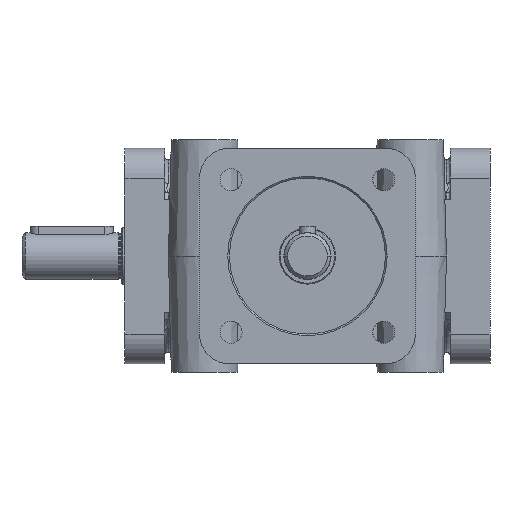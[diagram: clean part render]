
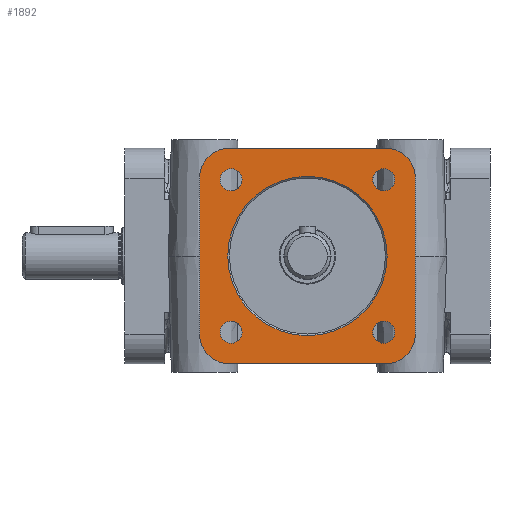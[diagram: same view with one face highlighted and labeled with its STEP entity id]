
A CAD part, front view. The second image highlights one B-rep face of the part: STEP entity #1892.
In plain terms, the highlighted planar face has unit normal (0, -1, 0).
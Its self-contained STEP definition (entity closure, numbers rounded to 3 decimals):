
#1892=ADVANCED_FACE('',(#4064,#4065,#4066,#4067,#4068,#4069),#4070,.F.);
#4064=FACE_OUTER_BOUND('',#16488,.T.);
#4065=FACE_BOUND('',#16489,.T.);
#4066=FACE_BOUND('',#16490,.T.);
#4067=FACE_BOUND('',#16491,.T.);
#4068=FACE_BOUND('',#16492,.T.);
#4069=FACE_BOUND('',#16493,.T.);
#4070=PLANE('',#16494);
#16488=EDGE_LOOP('',(#25577,#25578,#25579,#25580,#25581,#25582,#25583,#25584));
#16489=EDGE_LOOP('',(#25585,#25586));
#16490=EDGE_LOOP('',(#25587,#25588,#25589));
#16491=EDGE_LOOP('',(#25590,#25591,#25592));
#16492=EDGE_LOOP('',(#25593,#25594,#25595));
#16493=EDGE_LOOP('',(#25596,#25597,#25598));
#16494=AXIS2_PLACEMENT_3D('',#25599,#25600,#25601);
#25577=ORIENTED_EDGE('',*,*,#29881,.T.);
#25578=ORIENTED_EDGE('',*,*,#29878,.T.);
#25579=ORIENTED_EDGE('',*,*,#29875,.T.);
#25580=ORIENTED_EDGE('',*,*,#29872,.T.);
#25581=ORIENTED_EDGE('',*,*,#29869,.T.);
#25582=ORIENTED_EDGE('',*,*,#29866,.T.);
#25583=ORIENTED_EDGE('',*,*,#29863,.T.);
#25584=ORIENTED_EDGE('',*,*,#29859,.T.);
#25585=ORIENTED_EDGE('',*,*,#28027,.T.);
#25586=ORIENTED_EDGE('',*,*,#29509,.T.);
#25587=ORIENTED_EDGE('',*,*,#29291,.F.);
#25588=ORIENTED_EDGE('',*,*,#29290,.F.);
#25589=ORIENTED_EDGE('',*,*,#28118,.F.);
#25590=ORIENTED_EDGE('',*,*,#29287,.F.);
#25591=ORIENTED_EDGE('',*,*,#29286,.F.);
#25592=ORIENTED_EDGE('',*,*,#28125,.F.);
#25593=ORIENTED_EDGE('',*,*,#29892,.F.);
#25594=ORIENTED_EDGE('',*,*,#29893,.F.);
#25595=ORIENTED_EDGE('',*,*,#27596,.F.);
#25596=ORIENTED_EDGE('',*,*,#29894,.F.);
#25597=ORIENTED_EDGE('',*,*,#29895,.F.);
#25598=ORIENTED_EDGE('',*,*,#27601,.F.);
#25599=CARTESIAN_POINT('',(0.0,-90.0,0.0));
#25600=DIRECTION('',(0.0,1.0,0.0));
#25601=DIRECTION('',(1.0,0.0,-0.0));
#27596=EDGE_CURVE('',#30560,#30556,#30562,.T.);
#27601=EDGE_CURVE('',#30569,#30565,#30571,.T.);
#28027=EDGE_CURVE('',#31305,#31303,#31306,.T.);
#28118=EDGE_CURVE('',#31457,#31450,#31459,.T.);
#28125=EDGE_CURVE('',#31469,#31462,#31471,.T.);
#29286=EDGE_CURVE('',#31462,#33291,#33292,.T.);
#29287=EDGE_CURVE('',#33291,#31469,#33293,.T.);
#29290=EDGE_CURVE('',#31450,#33296,#33297,.T.);
#29291=EDGE_CURVE('',#33296,#31457,#33298,.T.);
#29509=EDGE_CURVE('',#31303,#31305,#33563,.T.);
#29859=EDGE_CURVE('',#34002,#34003,#34004,.T.);
#29863=EDGE_CURVE('',#34008,#34002,#34009,.T.);
#29866=EDGE_CURVE('',#34012,#34008,#34013,.T.);
#29869=EDGE_CURVE('',#34016,#34012,#34017,.T.);
#29872=EDGE_CURVE('',#34020,#34016,#34021,.T.);
#29875=EDGE_CURVE('',#34024,#34020,#34025,.T.);
#29878=EDGE_CURVE('',#34028,#34024,#34029,.T.);
#29881=EDGE_CURVE('',#34003,#34028,#34032,.T.);
#29892=EDGE_CURVE('',#34047,#30560,#34048,.T.);
#29893=EDGE_CURVE('',#30556,#34047,#34049,.T.);
#29894=EDGE_CURVE('',#34050,#30569,#34051,.T.);
#29895=EDGE_CURVE('',#30565,#34050,#34052,.T.);
#30556=VERTEX_POINT('',#35932);
#30560=VERTEX_POINT('',#35937);
#30562=CIRCLE('',#35940,3.324);
#30565=VERTEX_POINT('',#35943);
#30569=VERTEX_POINT('',#35948);
#30571=CIRCLE('',#35951,3.324);
#31303=VERTEX_POINT('',#38438);
#31305=VERTEX_POINT('',#38441);
#31306=CIRCLE('',#38442,24.0);
#31450=VERTEX_POINT('',#38907);
#31457=VERTEX_POINT('',#38915);
#31459=CIRCLE('',#38918,3.324);
#31462=VERTEX_POINT('',#38921);
#31469=VERTEX_POINT('',#38929);
#31471=CIRCLE('',#38932,3.324);
#33291=VERTEX_POINT('',#46377);
#33292=CIRCLE('',#46378,3.324);
#33293=CIRCLE('',#46379,3.324);
#33296=VERTEX_POINT('',#46382);
#33297=CIRCLE('',#46383,3.324);
#33298=CIRCLE('',#46384,3.324);
#33563=CIRCLE('',#47291,24.0);
#34002=VERTEX_POINT('',#48090);
#34003=VERTEX_POINT('',#48091);
#34004=LINE('',#48092,#48093);
#34008=VERTEX_POINT('',#48099);
#34009=CIRCLE('',#48100,9.0);
#34012=VERTEX_POINT('',#48104);
#34013=LINE('',#48105,#48106);
#34016=VERTEX_POINT('',#48110);
#34017=CIRCLE('',#48111,9.0);
#34020=VERTEX_POINT('',#48115);
#34021=LINE('',#48116,#48117);
#34024=VERTEX_POINT('',#48121);
#34025=CIRCLE('',#48122,9.0);
#34028=VERTEX_POINT('',#48126);
#34029=LINE('',#48127,#48128);
#34032=CIRCLE('',#48132,9.0);
#34047=VERTEX_POINT('',#48147);
#34048=CIRCLE('',#48148,3.324);
#34049=CIRCLE('',#48149,3.324);
#34050=VERTEX_POINT('',#48150);
#34051=CIRCLE('',#48151,3.324);
#34052=CIRCLE('',#48152,3.324);
#35932=CARTESIAN_POINT('',(-23.0,-90.0,-26.324));
#35937=CARTESIAN_POINT('',(-23.0,-90.0,-19.677));
#35940=AXIS2_PLACEMENT_3D('',#50491,#50492,#50493);
#35943=CARTESIAN_POINT('',(-23.0,-90.0,19.677));
#35948=CARTESIAN_POINT('',(-23.0,-90.0,26.324));
#35951=AXIS2_PLACEMENT_3D('',#50499,#50500,#50501);
#38438=CARTESIAN_POINT('',(0.,-90.0,-24.0));
#38441=CARTESIAN_POINT('',(0.,-90.0,24.0));
#38442=AXIS2_PLACEMENT_3D('',#51023,#51024,#51025);
#38907=CARTESIAN_POINT('',(23.0,-90.0,19.677));
#38915=CARTESIAN_POINT('',(23.0,-90.0,26.324));
#38918=AXIS2_PLACEMENT_3D('',#51149,#51150,#51151);
#38921=CARTESIAN_POINT('',(23.0,-90.0,-26.324));
#38929=CARTESIAN_POINT('',(23.0,-90.0,-19.677));
#38932=AXIS2_PLACEMENT_3D('',#51163,#51164,#51165);
#46377=CARTESIAN_POINT('',(26.324,-90.0,-23.0));
#46378=AXIS2_PLACEMENT_3D('',#51346,#51347,#51348);
#46379=AXIS2_PLACEMENT_3D('',#51349,#51350,#51351);
#46382=CARTESIAN_POINT('',(26.324,-90.0,23.0));
#46383=AXIS2_PLACEMENT_3D('',#51355,#51356,#51357);
#46384=AXIS2_PLACEMENT_3D('',#51358,#51359,#51360);
#47291=AXIS2_PLACEMENT_3D('',#51573,#51574,#51575);
#48090=CARTESIAN_POINT('',(-32.5,-90.0,23.5));
#48091=CARTESIAN_POINT('',(-32.5,-90.0,-23.5));
#48092=CARTESIAN_POINT('',(-32.5,-90.0,23.5));
#48093=VECTOR('',#51982,1000.0);
#48099=CARTESIAN_POINT('',(-23.5,-90.0,32.5));
#48100=AXIS2_PLACEMENT_3D('',#51985,#51986,#51987);
#48104=CARTESIAN_POINT('',(23.5,-90.0,32.5));
#48105=CARTESIAN_POINT('',(23.5,-90.0,32.5));
#48106=VECTOR('',#51989,1000.0);
#48110=CARTESIAN_POINT('',(32.5,-90.0,23.5));
#48111=AXIS2_PLACEMENT_3D('',#51991,#51992,#51993);
#48115=CARTESIAN_POINT('',(32.5,-90.0,-23.5));
#48116=CARTESIAN_POINT('',(32.5,-90.0,-23.5));
#48117=VECTOR('',#51995,1000.0);
#48121=CARTESIAN_POINT('',(23.5,-90.0,-32.5));
#48122=AXIS2_PLACEMENT_3D('',#51997,#51998,#51999);
#48126=CARTESIAN_POINT('',(-23.5,-90.0,-32.5));
#48127=CARTESIAN_POINT('',(-23.5,-90.0,-32.5));
#48128=VECTOR('',#52001,1000.0);
#48132=AXIS2_PLACEMENT_3D('',#52003,#52004,#52005);
#48147=CARTESIAN_POINT('',(-19.677,-90.0,-23.0));
#48148=AXIS2_PLACEMENT_3D('',#52030,#52031,#52032);
#48149=AXIS2_PLACEMENT_3D('',#52033,#52034,#52035);
#48150=CARTESIAN_POINT('',(-19.677,-90.0,23.0));
#48151=AXIS2_PLACEMENT_3D('',#52036,#52037,#52038);
#48152=AXIS2_PLACEMENT_3D('',#52039,#52040,#52041);
#50491=CARTESIAN_POINT('',(-23.0,-90.0,-23.0));
#50492=DIRECTION('',(0.0,-1.0,0.0));
#50493=DIRECTION('',(1.0,0.0,0.0));
#50499=CARTESIAN_POINT('',(-23.0,-90.0,23.0));
#50500=DIRECTION('',(0.0,-1.0,0.0));
#50501=DIRECTION('',(1.0,0.0,0.0));
#51023=CARTESIAN_POINT('',(0.,-90.0,0.0));
#51024=DIRECTION('',(0.0,1.0,0.0));
#51025=DIRECTION('',(0.0,0.0,1.0));
#51149=CARTESIAN_POINT('',(23.0,-90.0,23.0));
#51150=DIRECTION('',(0.0,-1.0,0.0));
#51151=DIRECTION('',(1.0,0.0,0.0));
#51163=CARTESIAN_POINT('',(23.0,-90.0,-23.0));
#51164=DIRECTION('',(0.0,-1.0,0.0));
#51165=DIRECTION('',(1.0,0.0,0.0));
#51346=CARTESIAN_POINT('',(23.0,-90.0,-23.0));
#51347=DIRECTION('',(0.0,-1.0,0.0));
#51348=DIRECTION('',(1.0,0.0,0.0));
#51349=CARTESIAN_POINT('',(23.0,-90.0,-23.0));
#51350=DIRECTION('',(0.0,-1.0,0.0));
#51351=DIRECTION('',(1.0,0.0,0.0));
#51355=CARTESIAN_POINT('',(23.0,-90.0,23.0));
#51356=DIRECTION('',(0.0,-1.0,0.0));
#51357=DIRECTION('',(1.0,0.0,0.0));
#51358=CARTESIAN_POINT('',(23.0,-90.0,23.0));
#51359=DIRECTION('',(0.0,-1.0,0.0));
#51360=DIRECTION('',(1.0,0.0,0.0));
#51573=CARTESIAN_POINT('',(0.,-90.0,0.0));
#51574=DIRECTION('',(0.0,1.0,0.0));
#51575=DIRECTION('',(0.0,0.0,1.0));
#51982=DIRECTION('',(0.0,0.0,-1.0));
#51985=CARTESIAN_POINT('',(-23.5,-90.0,23.5));
#51986=DIRECTION('',(0.0,-1.0,0.0));
#51987=DIRECTION('',(1.0,0.0,0.0));
#51989=DIRECTION('',(-1.0,0.0,0.0));
#51991=CARTESIAN_POINT('',(23.5,-90.0,23.5));
#51992=DIRECTION('',(0.0,-1.0,0.0));
#51993=DIRECTION('',(1.0,0.0,0.0));
#51995=DIRECTION('',(0.0,0.0,1.0));
#51997=CARTESIAN_POINT('',(23.5,-90.0,-23.5));
#51998=DIRECTION('',(0.0,-1.0,0.0));
#51999=DIRECTION('',(-1.0,0.0,0.0));
#52001=DIRECTION('',(1.0,0.0,0.0));
#52003=CARTESIAN_POINT('',(-23.5,-90.0,-23.5));
#52004=DIRECTION('',(0.0,-1.0,0.0));
#52005=DIRECTION('',(1.0,0.0,0.0));
#52030=CARTESIAN_POINT('',(-23.0,-90.0,-23.0));
#52031=DIRECTION('',(0.0,-1.0,0.0));
#52032=DIRECTION('',(1.0,0.0,0.0));
#52033=CARTESIAN_POINT('',(-23.0,-90.0,-23.0));
#52034=DIRECTION('',(0.0,-1.0,0.0));
#52035=DIRECTION('',(1.0,0.0,0.0));
#52036=CARTESIAN_POINT('',(-23.0,-90.0,23.0));
#52037=DIRECTION('',(0.0,-1.0,0.0));
#52038=DIRECTION('',(1.0,0.0,0.0));
#52039=CARTESIAN_POINT('',(-23.0,-90.0,23.0));
#52040=DIRECTION('',(0.0,-1.0,0.0));
#52041=DIRECTION('',(1.0,0.0,0.0));
